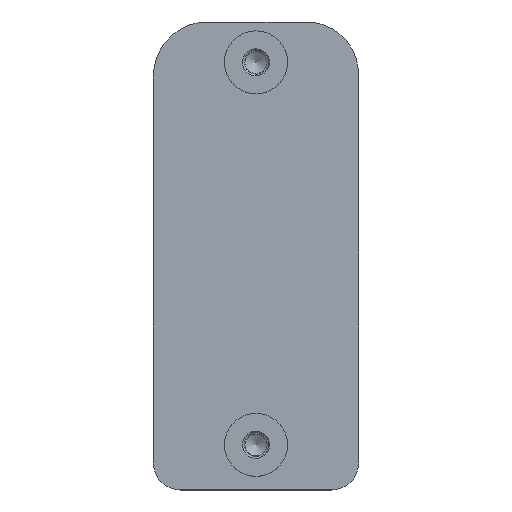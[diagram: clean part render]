
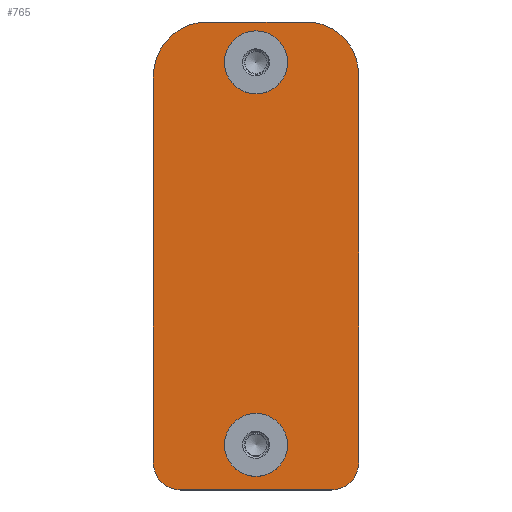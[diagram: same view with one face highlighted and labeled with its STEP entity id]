
A CAD part, top view. The second image highlights one B-rep face of the part: STEP entity #765.
In plain terms, the highlighted planar face has unit normal (0, 0, 1).
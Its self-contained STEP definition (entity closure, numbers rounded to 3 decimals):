
#308 = VERTEX_POINT('',#309);
#309 = CARTESIAN_POINT('',(0.,3.,1.599));
#315 = EDGE_CURVE('',#308,#316,#318,.T.);
#316 = VERTEX_POINT('',#317);
#317 = CARTESIAN_POINT('',(0.,17.6,1.599));
#318 = LINE('',#319,#320);
#319 = CARTESIAN_POINT('',(0.,3.,1.599));
#320 = VECTOR('',#321,1.);
#321 = DIRECTION('',(0.,1.,0.));
#346 = EDGE_CURVE('',#316,#347,#349,.T.);
#347 = VERTEX_POINT('',#348);
#348 = CARTESIAN_POINT('',(0.,18.6,1.599));
#349 = LINE('',#350,#351);
#350 = CARTESIAN_POINT('',(0.,17.6,1.599));
#351 = VECTOR('',#352,1.);
#352 = DIRECTION('',(0.,1.,0.));
#377 = EDGE_CURVE('',#347,#378,#380,.T.);
#378 = VERTEX_POINT('',#379);
#379 = CARTESIAN_POINT('',(0.,46.,1.599));
#380 = LINE('',#381,#382);
#381 = CARTESIAN_POINT('',(0.,18.6,1.599));
#382 = VECTOR('',#383,1.);
#383 = DIRECTION('',(0.,1.,0.));
#408 = EDGE_CURVE('',#378,#409,#411,.T.);
#409 = VERTEX_POINT('',#410);
#410 = CARTESIAN_POINT('',(6.,52.,1.599));
#411 = CIRCLE('',#412,5.999);
#412 = AXIS2_PLACEMENT_3D('',#413,#414,#415);
#413 = CARTESIAN_POINT('',(5.999,46.001,1.599));
#414 = DIRECTION('',(0.,0.,-1.));
#415 = DIRECTION('',(-1.,0.,0.));
#441 = EDGE_CURVE('',#409,#442,#444,.T.);
#442 = VERTEX_POINT('',#443);
#443 = CARTESIAN_POINT('',(17.,52.,1.599));
#444 = LINE('',#445,#446);
#445 = CARTESIAN_POINT('',(6.,52.,1.599));
#446 = VECTOR('',#447,1.);
#447 = DIRECTION('',(1.,0.,0.));
#472 = EDGE_CURVE('',#442,#473,#475,.T.);
#473 = VERTEX_POINT('',#474);
#474 = CARTESIAN_POINT('',(22.8,46.2,1.599));
#475 = CIRCLE('',#476,5.801);
#476 = AXIS2_PLACEMENT_3D('',#477,#478,#479);
#477 = CARTESIAN_POINT('',(16.999,46.199,1.599));
#478 = DIRECTION('',(0.,0.,-1.));
#479 = DIRECTION('',(0.,1.,0.));
#505 = EDGE_CURVE('',#473,#506,#508,.T.);
#506 = VERTEX_POINT('',#507);
#507 = CARTESIAN_POINT('',(22.8,30.5,1.599));
#508 = LINE('',#509,#510);
#509 = CARTESIAN_POINT('',(22.8,46.2,1.599));
#510 = VECTOR('',#511,1.);
#511 = DIRECTION('',(0.,-1.,0.));
#536 = EDGE_CURVE('',#506,#537,#539,.T.);
#537 = VERTEX_POINT('',#538);
#538 = CARTESIAN_POINT('',(22.8,22.5,1.599));
#539 = LINE('',#540,#541);
#540 = CARTESIAN_POINT('',(22.8,30.5,1.599));
#541 = VECTOR('',#542,1.);
#542 = DIRECTION('',(0.,-1.,0.));
#567 = EDGE_CURVE('',#537,#568,#570,.T.);
#568 = VERTEX_POINT('',#569);
#569 = CARTESIAN_POINT('',(22.8,18.6,1.599));
#570 = LINE('',#571,#572);
#571 = CARTESIAN_POINT('',(22.8,22.5,1.599));
#572 = VECTOR('',#573,1.);
#573 = DIRECTION('',(0.,-1.,0.));
#598 = EDGE_CURVE('',#568,#599,#601,.T.);
#599 = VERTEX_POINT('',#600);
#600 = CARTESIAN_POINT('',(22.8,17.6,1.599));
#601 = LINE('',#602,#603);
#602 = CARTESIAN_POINT('',(22.8,18.6,1.599));
#603 = VECTOR('',#604,1.);
#604 = DIRECTION('',(0.,-1.,0.));
#629 = EDGE_CURVE('',#599,#630,#632,.T.);
#630 = VERTEX_POINT('',#631);
#631 = CARTESIAN_POINT('',(22.8,3.002,1.599));
#632 = LINE('',#633,#634);
#633 = CARTESIAN_POINT('',(22.8,17.6,1.599));
#634 = VECTOR('',#635,1.);
#635 = DIRECTION('',(0.,-1.,0.));
#660 = EDGE_CURVE('',#630,#661,#663,.T.);
#661 = VERTEX_POINT('',#662);
#662 = CARTESIAN_POINT('',(19.799,0.,1.599));
#663 = CIRCLE('',#664,3.001);
#664 = AXIS2_PLACEMENT_3D('',#665,#666,#667);
#665 = CARTESIAN_POINT('',(19.799,3.001,1.599));
#666 = DIRECTION('',(0.,0.,-1.));
#667 = DIRECTION('',(1.,0.,0.));
#693 = EDGE_CURVE('',#661,#694,#696,.T.);
#694 = VERTEX_POINT('',#695);
#695 = CARTESIAN_POINT('',(3.,0.,1.599));
#696 = LINE('',#697,#698);
#697 = CARTESIAN_POINT('',(19.799,0.,1.599));
#698 = VECTOR('',#699,1.);
#699 = DIRECTION('',(-1.,0.,0.));
#724 = EDGE_CURVE('',#694,#308,#725,.T.);
#725 = CIRCLE('',#726,2.999);
#726 = AXIS2_PLACEMENT_3D('',#727,#728,#729);
#727 = CARTESIAN_POINT('',(2.999,2.999,1.599));
#728 = DIRECTION('',(0.,0.,-1.));
#729 = DIRECTION('',(0.,-1.,0.));
#765 = ADVANCED_FACE('',(#766),#782,.T.);
#766 = FACE_BOUND('',#767,.F.);
#767 = EDGE_LOOP('',(#768,#769,#770,#771,#772,#773,#774,#775,#776,#777,
    #778,#779,#780,#781));
#768 = ORIENTED_EDGE('',*,*,#315,.T.);
#769 = ORIENTED_EDGE('',*,*,#346,.T.);
#770 = ORIENTED_EDGE('',*,*,#377,.T.);
#771 = ORIENTED_EDGE('',*,*,#408,.T.);
#772 = ORIENTED_EDGE('',*,*,#441,.T.);
#773 = ORIENTED_EDGE('',*,*,#472,.T.);
#774 = ORIENTED_EDGE('',*,*,#505,.T.);
#775 = ORIENTED_EDGE('',*,*,#536,.T.);
#776 = ORIENTED_EDGE('',*,*,#567,.T.);
#777 = ORIENTED_EDGE('',*,*,#598,.T.);
#778 = ORIENTED_EDGE('',*,*,#629,.T.);
#779 = ORIENTED_EDGE('',*,*,#660,.T.);
#780 = ORIENTED_EDGE('',*,*,#693,.T.);
#781 = ORIENTED_EDGE('',*,*,#724,.T.);
#782 = PLANE('',#783);
#783 = AXIS2_PLACEMENT_3D('',#784,#785,#786);
#784 = CARTESIAN_POINT('',(0.,3.,1.599));
#785 = DIRECTION('',(0.,0.,1.));
#786 = DIRECTION('',(1.,0.,0.));
